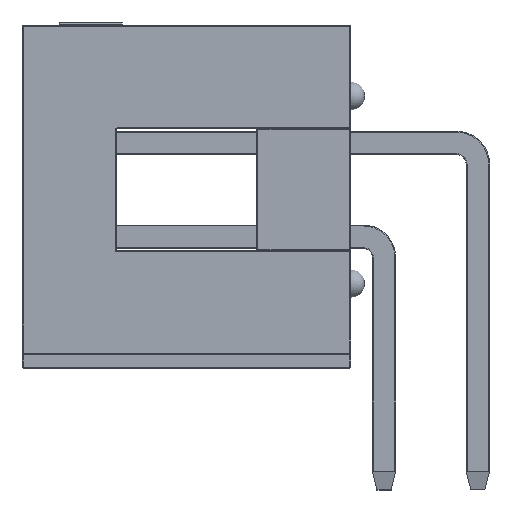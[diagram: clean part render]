
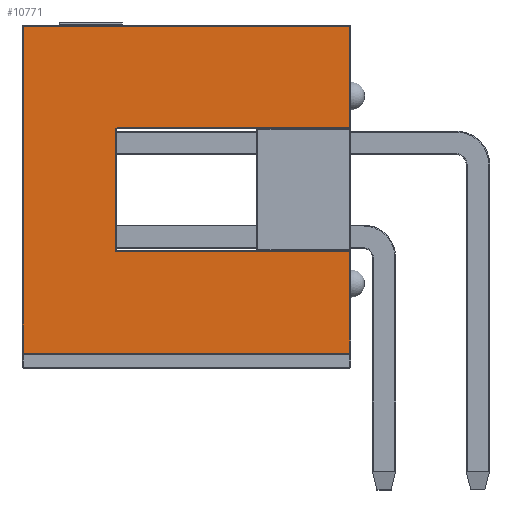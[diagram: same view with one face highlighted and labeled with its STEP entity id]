
A CAD part, front view. The second image highlights one B-rep face of the part: STEP entity #10771.
In plain terms, the highlighted face is planar.
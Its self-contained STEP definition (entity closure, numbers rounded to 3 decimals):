
#635=PLANE('',#11771);
#1204=FACE_OUTER_BOUND('',#1859,.T.);
#1859=EDGE_LOOP('',(#8676,#8677,#8678,#8679,#8680,#8681,#8682,#8683,#8684,
#8685));
#2444=CIRCLE('',#11590,0.051);
#2478=CIRCLE('',#11639,0.051);
#2693=LINE('',#16415,#3774);
#2696=LINE('',#16454,#3777);
#2701=LINE('',#16482,#3782);
#2706=LINE('',#16504,#3787);
#2712=LINE('',#16534,#3793);
#2715=LINE('',#16538,#3796);
#2719=LINE('',#16544,#3800);
#2760=LINE('',#16606,#3841);
#3774=VECTOR('',#13169,10.);
#3777=VECTOR('',#13214,10.);
#3782=VECTOR('',#13247,10.);
#3787=VECTOR('',#13274,10.);
#3793=VECTOR('',#13310,10.);
#3796=VECTOR('',#13315,10.);
#3800=VECTOR('',#13323,10.);
#3841=VECTOR('',#13406,10.);
#5003=VERTEX_POINT('',#16167);
#5035=VERTEX_POINT('',#16351);
#5036=VERTEX_POINT('',#16353);
#5057=VERTEX_POINT('',#16410);
#5069=VERTEX_POINT('',#16445);
#5070=VERTEX_POINT('',#16446);
#5081=VERTEX_POINT('',#16477);
#5085=VERTEX_POINT('',#16497);
#5091=VERTEX_POINT('',#16517);
#5095=VERTEX_POINT('',#16525);
#6141=EDGE_CURVE('',#5035,#5036,#2444,.T.);
#6171=EDGE_CURVE('',#5003,#5057,#2693,.T.);
#6185=EDGE_CURVE('',#5069,#5070,#2478,.T.);
#6189=EDGE_CURVE('',#5070,#5035,#2696,.T.);
#6203=EDGE_CURVE('',#5057,#5081,#2701,.T.);
#6214=EDGE_CURVE('',#5085,#5069,#2706,.T.);
#6229=EDGE_CURVE('',#5091,#5095,#2712,.T.);
#6232=EDGE_CURVE('',#5095,#5085,#2715,.T.);
#6236=EDGE_CURVE('',#5081,#5091,#2719,.T.);
#6277=EDGE_CURVE('',#5036,#5003,#2760,.T.);
#8676=ORIENTED_EDGE('',*,*,#6229,.F.);
#8677=ORIENTED_EDGE('',*,*,#6236,.F.);
#8678=ORIENTED_EDGE('',*,*,#6203,.F.);
#8679=ORIENTED_EDGE('',*,*,#6171,.F.);
#8680=ORIENTED_EDGE('',*,*,#6277,.F.);
#8681=ORIENTED_EDGE('',*,*,#6141,.F.);
#8682=ORIENTED_EDGE('',*,*,#6189,.F.);
#8683=ORIENTED_EDGE('',*,*,#6185,.F.);
#8684=ORIENTED_EDGE('',*,*,#6214,.F.);
#8685=ORIENTED_EDGE('',*,*,#6232,.F.);
#10771=ADVANCED_FACE('',(#1204),#635,.T.);
#11590=AXIS2_PLACEMENT_3D('',#16354,#13096,#13097);
#11639=AXIS2_PLACEMENT_3D('',#16447,#13204,#13205);
#11771=AXIS2_PLACEMENT_3D('',#17101,#13786,#13787);
#13096=DIRECTION('center_axis',(1.,0.,0.));
#13097=DIRECTION('ref_axis',(0.,-0.707,0.707));
#13169=DIRECTION('',(0.,-1.,0.));
#13204=DIRECTION('center_axis',(1.,0.,0.));
#13205=DIRECTION('ref_axis',(0.,0.707,0.707));
#13214=DIRECTION('',(0.,-1.,0.));
#13247=DIRECTION('',(0.,0.,1.));
#13274=DIRECTION('',(0.,0.,1.));
#13310=DIRECTION('',(0.,0.,-1.));
#13315=DIRECTION('',(0.,-1.,0.));
#13323=DIRECTION('',(0.,1.,0.));
#13406=DIRECTION('',(0.,0.,-1.));
#13786=DIRECTION('center_axis',(1.,0.,0.));
#13787=DIRECTION('ref_axis',(0.,1.,0.));
#16167=CARTESIAN_POINT('',(29.845,-1.676,0.025));
#16351=CARTESIAN_POINT('',(29.845,-1.626,6.375));
#16353=CARTESIAN_POINT('',(29.845,-1.676,6.325));
#16354=CARTESIAN_POINT('Origin',(29.845,-1.626,6.325));
#16410=CARTESIAN_POINT('',(29.845,-4.42,0.025));
#16415=CARTESIAN_POINT('',(29.845,-2.223,0.025));
#16445=CARTESIAN_POINT('',(29.845,1.676,6.325));
#16446=CARTESIAN_POINT('',(29.845,1.626,6.375));
#16447=CARTESIAN_POINT('Origin',(29.845,1.626,6.325));
#16454=CARTESIAN_POINT('',(29.845,-3.048,6.375));
#16477=CARTESIAN_POINT('',(29.845,-4.42,8.865));
#16482=CARTESIAN_POINT('',(29.845,-4.42,0.));
#16497=CARTESIAN_POINT('',(29.845,1.676,0.025));
#16504=CARTESIAN_POINT('',(29.845,1.676,3.175));
#16517=CARTESIAN_POINT('',(29.845,4.42,8.865));
#16525=CARTESIAN_POINT('',(29.845,4.42,0.025));
#16534=CARTESIAN_POINT('',(29.845,4.42,0.));
#16538=CARTESIAN_POINT('',(29.845,-2.223,0.025));
#16544=CARTESIAN_POINT('',(29.845,-2.223,8.865));
#16606=CARTESIAN_POINT('',(29.845,-1.676,0.));
#17101=CARTESIAN_POINT('Origin',(29.845,-4.445,0.));
